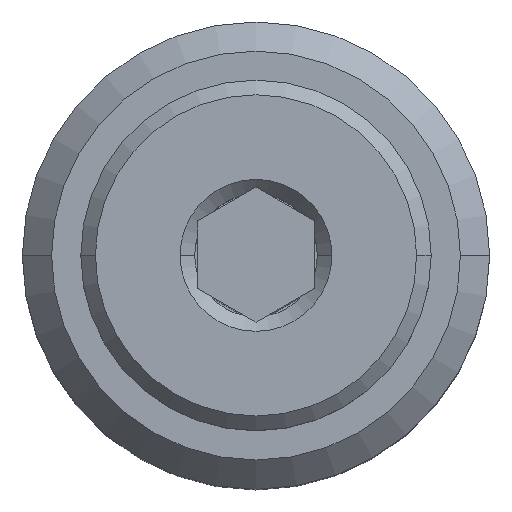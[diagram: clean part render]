
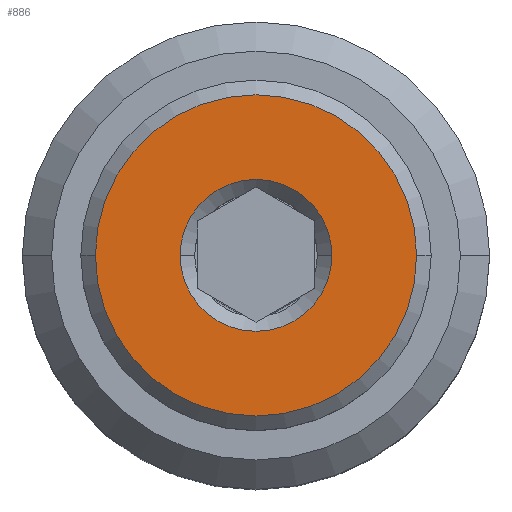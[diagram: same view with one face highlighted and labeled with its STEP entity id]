
A CAD part, top view. The second image highlights one B-rep face of the part: STEP entity #886.
In plain terms, the highlighted planar face has unit normal (0, 0, 1).
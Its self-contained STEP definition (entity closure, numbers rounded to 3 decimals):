
#40 = CARTESIAN_POINT ( 'NONE',  ( 0., 0., 10. ) ) ;
#82 = CARTESIAN_POINT ( 'NONE',  ( 2.75, 0., 10. ) ) ;
#87 = EDGE_CURVE ( 'NONE', #481, #146, #186, .T. ) ;
#116 = CIRCLE ( 'NONE', #530, 1.3 ) ;
#146 = VERTEX_POINT ( 'NONE', #414 ) ;
#184 = CARTESIAN_POINT ( 'NONE',  ( 0., 0., 10. ) ) ;
#186 = CIRCLE ( 'NONE', #810, 2.75 ) ;
#227 = CARTESIAN_POINT ( 'NONE',  ( 0., 0., 10. ) ) ;
#238 = EDGE_LOOP ( 'NONE', ( #294, #452 ) ) ;
#250 = CARTESIAN_POINT ( 'NONE',  ( -1.3, 0., 10. ) ) ;
#272 = AXIS2_PLACEMENT_3D ( 'NONE', #184, #274, #812 ) ;
#274 = DIRECTION ( 'NONE',  ( 0., 0., 1. ) ) ;
#294 = ORIENTED_EDGE ( 'NONE', *, *, #717, .T. ) ;
#308 = DIRECTION ( 'NONE',  ( 1., 0., 0. ) ) ;
#388 = ORIENTED_EDGE ( 'NONE', *, *, #731, .T. ) ;
#400 = CIRCLE ( 'NONE', #272, 2.75 ) ;
#414 = CARTESIAN_POINT ( 'NONE',  ( -2.75, 0., 10. ) ) ;
#419 = DIRECTION ( 'NONE',  ( 1., 0., 0. ) ) ;
#452 = ORIENTED_EDGE ( 'NONE', *, *, #987, .T. ) ;
#481 = VERTEX_POINT ( 'NONE', #82 ) ;
#504 = CARTESIAN_POINT ( 'NONE',  ( 0., 0., 10. ) ) ;
#509 = CARTESIAN_POINT ( 'NONE',  ( 1.3, 0., 10. ) ) ;
#530 = AXIS2_PLACEMENT_3D ( 'NONE', #227, #595, #842 ) ;
#547 = EDGE_LOOP ( 'NONE', ( #388, #615 ) ) ;
#562 = CARTESIAN_POINT ( 'NONE',  ( 0., 0., 10. ) ) ;
#584 = VERTEX_POINT ( 'NONE', #250 ) ;
#595 = DIRECTION ( 'NONE',  ( 0., 0., -1. ) ) ;
#607 = DIRECTION ( 'NONE',  ( 0., 0., 1. ) ) ;
#615 = ORIENTED_EDGE ( 'NONE', *, *, #87, .T. ) ;
#646 = DIRECTION ( 'NONE',  ( 1., 0., 0. ) ) ;
#660 = DIRECTION ( 'NONE',  ( 0., 0., 1. ) ) ;
#717 = EDGE_CURVE ( 'NONE', #916, #584, #931, .T. ) ;
#731 = EDGE_CURVE ( 'NONE', #146, #481, #400, .T. ) ;
#749 = AXIS2_PLACEMENT_3D ( 'NONE', #504, #607, #308 ) ;
#810 = AXIS2_PLACEMENT_3D ( 'NONE', #40, #660, #419 ) ;
#812 = DIRECTION ( 'NONE',  ( 1., 0., 0. ) ) ;
#820 = PLANE ( 'NONE',  #749 ) ;
#842 = DIRECTION ( 'NONE',  ( 1., 0., 0. ) ) ;
#886 = ADVANCED_FACE ( 'NONE', ( #897, #969 ), #820, .T. ) ;
#897 = FACE_BOUND ( 'NONE', #238, .T. ) ;
#916 = VERTEX_POINT ( 'NONE', #509 ) ;
#931 = CIRCLE ( 'NONE', #961, 1.3 ) ;
#956 = DIRECTION ( 'NONE',  ( 0., 0., -1. ) ) ;
#961 = AXIS2_PLACEMENT_3D ( 'NONE', #562, #956, #646 ) ;
#969 = FACE_OUTER_BOUND ( 'NONE', #547, .T. ) ;
#987 = EDGE_CURVE ( 'NONE', #584, #916, #116, .T. ) ;
